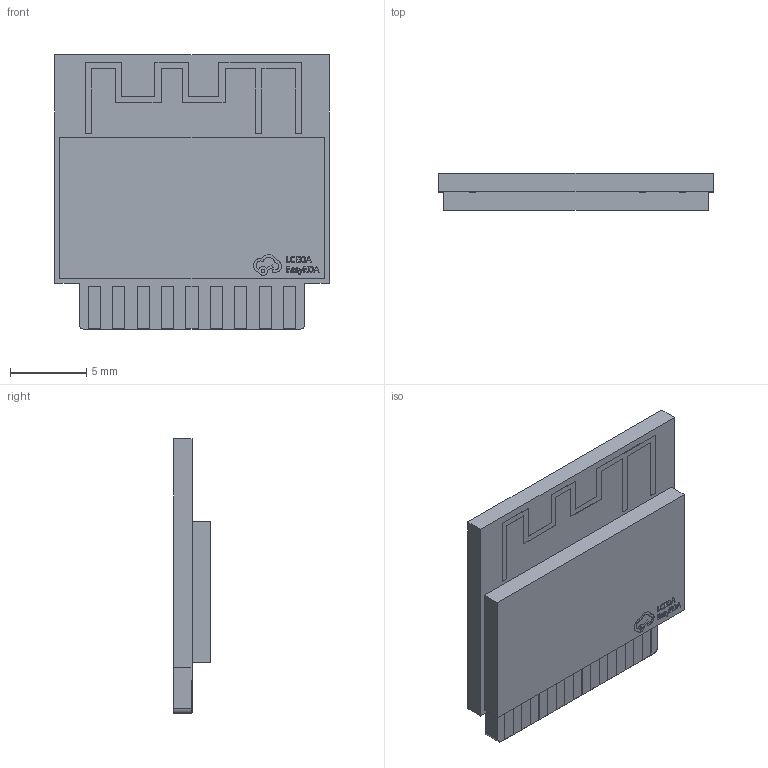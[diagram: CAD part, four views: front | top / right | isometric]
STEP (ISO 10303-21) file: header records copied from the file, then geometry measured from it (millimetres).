
FILE_DESCRIPTION (( 'STEP AP214' ), '1' );
FILE_NAME ('WIRELM-TH_ESP-01M.STEP', '2025-03-19T07:20:37', ( '' ), ( '' ), 'SwSTEP 2.0', 'SolidWorks 2020', '' );
FILE_SCHEMA (( 'AUTOMOTIVE_DESIGN' ));
Length unit declared in the file: millimetre
Products named in the file (1): WIRELM-TH_ESP-01M
Bounding box: 18 x 2.42 x 18 mm (x, y, z)
Volume: 570.9 mm3; surface area: 784 mm2
Topology: 14 solids, 14 shells, 367 faces, 957 edges, 638 vertices
Faces by surface type: plane 267, bspline 98, cylinder 2
Entity records: 15839 total; most frequent: CARTESIAN_POINT 3269, ORIENTED_EDGE 1914, DIRECTION 1301, EDGE_CURVE 957, VECTOR 753, LINE 753, VERTEX_POINT 638, EDGE_LOOP 399
